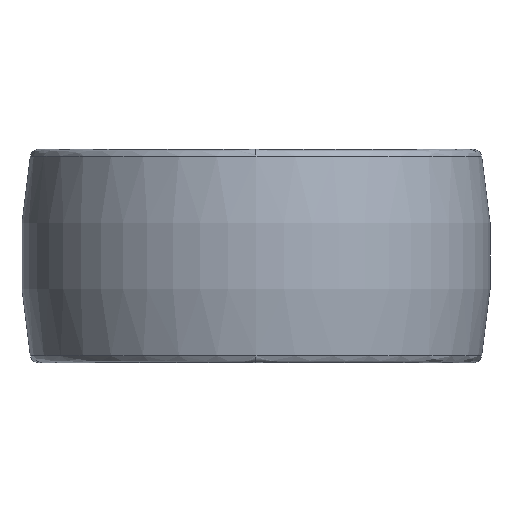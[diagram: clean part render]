
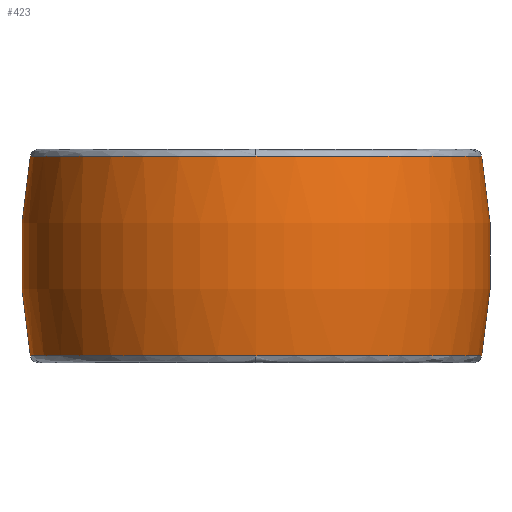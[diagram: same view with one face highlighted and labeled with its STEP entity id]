
A CAD part, left-side view. The second image highlights one B-rep face of the part: STEP entity #423.
In plain terms, the highlighted toroidal (fillet/blend) face has major radius 35.63 mm and minor radius 63.13 mm.
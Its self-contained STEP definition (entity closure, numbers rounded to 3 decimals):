
#2 = CARTESIAN_POINT ( 'NONE',  ( 0., 0., 11.685 ) ) ;
#160 = AXIS2_PLACEMENT_3D ( 'NONE', #3132, #3400, #2781 ) ;
#307 = DIRECTION ( 'NONE',  ( 0., 0., -1. ) ) ;
#317 = CARTESIAN_POINT ( 'NONE',  ( 0., 0., -11.685 ) ) ;
#348 = EDGE_CURVE ( 'NONE', #3366, #1585, #2125, .T. ) ;
#359 = DIRECTION ( 'NONE',  ( 0., 1., 0. ) ) ;
#423 = ADVANCED_FACE ( 'NONE', ( #1519 ), #2717, .T. ) ;
#637 = AXIS2_PLACEMENT_3D ( 'NONE', #2, #307, #936 ) ;
#692 = CARTESIAN_POINT ( 'NONE',  ( 0., 0., -11.685 ) ) ;
#701 = AXIS2_PLACEMENT_3D ( 'NONE', #1085, #812, #3314 ) ;
#786 = EDGE_CURVE ( 'NONE', #1674, #1585, #1582, .T. ) ;
#800 = ORIENTED_EDGE ( 'NONE', *, *, #348, .T. ) ;
#808 = AXIS2_PLACEMENT_3D ( 'NONE', #692, #2984, #3795 ) ;
#812 = DIRECTION ( 'NONE',  ( -1., 0., 0. ) ) ;
#830 = CARTESIAN_POINT ( 'NONE',  ( 0., 26.409, -11.685 ) ) ;
#936 = DIRECTION ( 'NONE',  ( 0., -1., 0. ) ) ;
#1022 = VERTEX_POINT ( 'NONE', #830 ) ;
#1077 = EDGE_CURVE ( 'NONE', #3640, #1022, #3787, .T. ) ;
#1085 = CARTESIAN_POINT ( 'NONE',  ( 0., -35.63, 0. ) ) ;
#1095 = ORIENTED_EDGE ( 'NONE', *, *, #2079, .T. ) ;
#1180 = EDGE_CURVE ( 'NONE', #2003, #3640, #2361, .T. ) ;
#1367 = CARTESIAN_POINT ( 'NONE',  ( -26.409, 0., -11.685 ) ) ;
#1397 = DIRECTION ( 'NONE',  ( 0., -1., 0. ) ) ;
#1422 = EDGE_CURVE ( 'NONE', #1022, #3366, #3477, .T. ) ;
#1519 = FACE_OUTER_BOUND ( 'NONE', #1718, .T. ) ;
#1582 = CIRCLE ( 'NONE', #160, 63.13 ) ;
#1585 = VERTEX_POINT ( 'NONE', #3600 ) ;
#1674 = VERTEX_POINT ( 'NONE', #1688 ) ;
#1688 = CARTESIAN_POINT ( 'NONE',  ( 0., -26.409, 11.685 ) ) ;
#1718 = EDGE_LOOP ( 'NONE', ( #1095, #3777, #3680, #2836, #800, #2891 ) ) ;
#1813 = CARTESIAN_POINT ( 'NONE',  ( 0., 0., 0. ) ) ;
#2003 = VERTEX_POINT ( 'NONE', #3225 ) ;
#2079 = EDGE_CURVE ( 'NONE', #1674, #2003, #2737, .T. ) ;
#2125 = CIRCLE ( 'NONE', #2970, 26.409 ) ;
#2177 = DIRECTION ( 'NONE',  ( 0., 0., 1. ) ) ;
#2218 = CARTESIAN_POINT ( 'NONE',  ( 0., 0., 11.685 ) ) ;
#2361 = CIRCLE ( 'NONE', #637, 26.409 ) ;
#2464 = AXIS2_PLACEMENT_3D ( 'NONE', #2218, #2522, #3741 ) ;
#2522 = DIRECTION ( 'NONE',  ( 0., 0., -1. ) ) ;
#2717 = TOROIDAL_SURFACE ( 'NONE', #2842, -35.63, 63.13 ) ;
#2737 = CIRCLE ( 'NONE', #2464, 26.409 ) ;
#2781 = DIRECTION ( 'NONE',  ( 0., 0., -1. ) ) ;
#2836 = ORIENTED_EDGE ( 'NONE', *, *, #1422, .T. ) ;
#2842 = AXIS2_PLACEMENT_3D ( 'NONE', #1813, #3068, #1397 ) ;
#2891 = ORIENTED_EDGE ( 'NONE', *, *, #786, .F. ) ;
#2970 = AXIS2_PLACEMENT_3D ( 'NONE', #317, #2177, #359 ) ;
#2984 = DIRECTION ( 'NONE',  ( 0., 0., 1. ) ) ;
#3068 = DIRECTION ( 'NONE',  ( 0., 0., -1. ) ) ;
#3132 = CARTESIAN_POINT ( 'NONE',  ( 0., 35.63, 0. ) ) ;
#3225 = CARTESIAN_POINT ( 'NONE',  ( -26.409, 0., 11.685 ) ) ;
#3314 = DIRECTION ( 'NONE',  ( 0., 0., 1. ) ) ;
#3327 = CARTESIAN_POINT ( 'NONE',  ( 0., 26.409, 11.685 ) ) ;
#3366 = VERTEX_POINT ( 'NONE', #1367 ) ;
#3400 = DIRECTION ( 'NONE',  ( 1., 0., 0. ) ) ;
#3477 = CIRCLE ( 'NONE', #808, 26.409 ) ;
#3600 = CARTESIAN_POINT ( 'NONE',  ( 0., -26.409, -11.685 ) ) ;
#3640 = VERTEX_POINT ( 'NONE', #3327 ) ;
#3680 = ORIENTED_EDGE ( 'NONE', *, *, #1077, .T. ) ;
#3741 = DIRECTION ( 'NONE',  ( 0., -1., 0. ) ) ;
#3777 = ORIENTED_EDGE ( 'NONE', *, *, #1180, .T. ) ;
#3787 = CIRCLE ( 'NONE', #701, 63.13 ) ;
#3795 = DIRECTION ( 'NONE',  ( 0., 1., 0. ) ) ;
